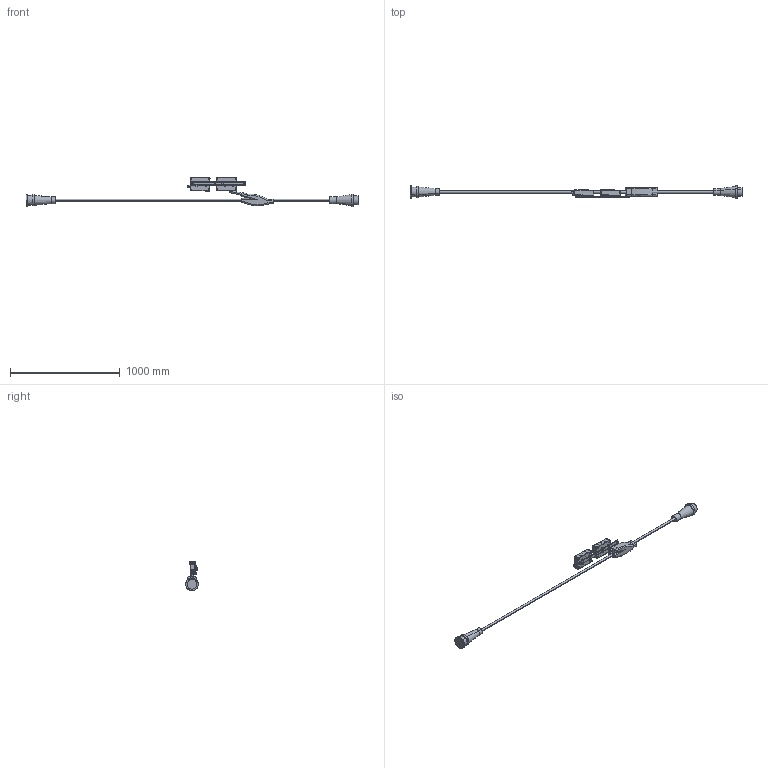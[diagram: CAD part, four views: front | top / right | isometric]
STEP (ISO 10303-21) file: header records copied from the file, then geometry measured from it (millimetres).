
FILE_DESCRIPTION(('CATIA V5 STEP Exchange'),'2;1');
FILE_NAME('Oben_Sensor_Parkplatz_1.stp','2014-04-09T16:07:08+00:00',('none'),('none'),'CATIA Version 5 Release 18 GA (IN-10)','CATIA V5 STEP AP203','none');
FILE_SCHEMA(('CONFIG_CONTROL_DESIGN'));
Length unit declared in the file: millimetre
Products named in the file (3): Produkt1; AL-AL001-1 1/2in; CL-GS001-6in
Assembly tree (35 placements, depth 2):
  Produkt1
    #56  x6
    #79
    #396
    #2512
    #2971  x6
    #2994  x2
    #4189  x4
    #11854  x2
    #17168
    #17277
    #17703
    #18272
    #19099
    #20233  x2
    #34656
    #34679
    AL-AL001-1 1/2in
    CL-GS001-6in
    #34864
Bounding box: 3026 x 113.97 x 264.85 mm (x, y, z)
Volume: 5867193.3 mm3; surface area: 791808 mm2
Topology: 18 solids, 146 shells, 2123 faces, 5957 edges, 4018 vertices
Faces by surface type: cylinder 904, plane 645, cone 222, torus 220, bspline 104, revolution 28
Entity records: 34967 total; most frequent: CARTESIAN_POINT 13153, ORIENTED_EDGE 4627, DIRECTION 3504, EDGE_CURVE 2555, VERTEX_POINT 1780, AXIS2_PLACEMENT_3D 1317, VECTOR 1287, LINE 1287
